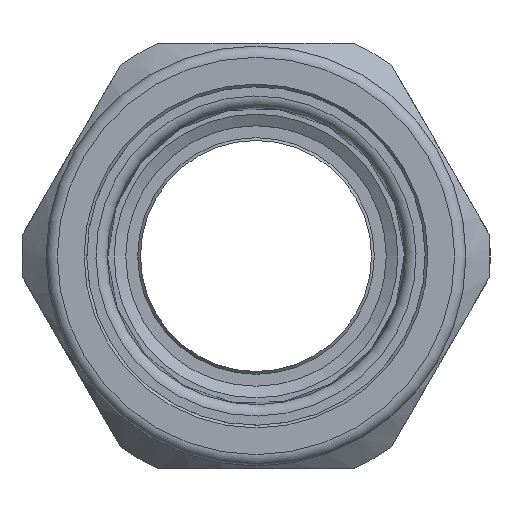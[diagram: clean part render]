
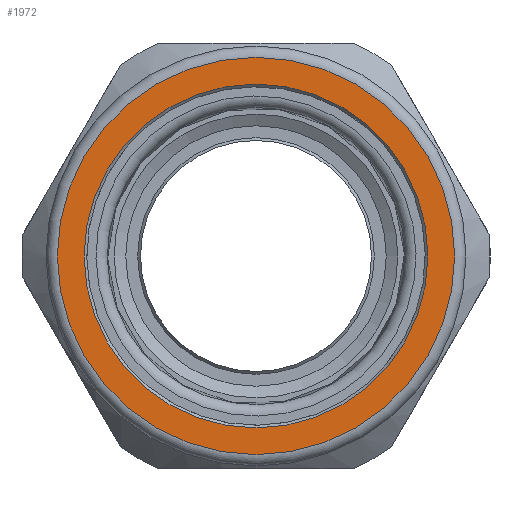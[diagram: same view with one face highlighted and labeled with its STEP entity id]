
A CAD part, left-side view. The second image highlights one B-rep face of the part: STEP entity #1972.
In plain terms, the highlighted planar face has unit normal (-1, 0, 0).
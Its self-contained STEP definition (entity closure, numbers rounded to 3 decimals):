
#61 = PLANE ( 'NONE',  #194 ) ;
#71 = DIRECTION ( 'NONE',  ( 1., 0., 0. ) ) ;
#87 = DIRECTION ( 'NONE',  ( 1., 0., 0. ) ) ;
#132 = EDGE_CURVE ( 'NONE', #379, #379, #570, .T. ) ;
#194 = AXIS2_PLACEMENT_3D ( 'NONE', #2370, #71, #1420 ) ;
#379 = VERTEX_POINT ( 'NONE', #2232 ) ;
#399 = EDGE_CURVE ( 'NONE', #1483, #1483, #497, .T. ) ;
#480 = DIRECTION ( 'NONE',  ( 0., 0., -1. ) ) ;
#497 = CIRCLE ( 'NONE', #1681, 17.5 ) ;
#518 = DIRECTION ( 'NONE',  ( 0., 0., -1. ) ) ;
#570 = CIRCLE ( 'NONE', #2138, 15.15 ) ;
#698 = CARTESIAN_POINT ( 'NONE',  ( -40.75, 0., 0. ) ) ;
#719 = FACE_OUTER_BOUND ( 'NONE', #2069, .T. ) ;
#1050 = CARTESIAN_POINT ( 'NONE',  ( -40.75, 0., -17.5 ) ) ;
#1337 = FACE_BOUND ( 'NONE', #1345, .T. ) ;
#1343 = ORIENTED_EDGE ( 'NONE', *, *, #399, .T. ) ;
#1345 = EDGE_LOOP ( 'NONE', ( #1579 ) ) ;
#1420 = DIRECTION ( 'NONE',  ( 0., 0., -1. ) ) ;
#1483 = VERTEX_POINT ( 'NONE', #1050 ) ;
#1579 = ORIENTED_EDGE ( 'NONE', *, *, #132, .T. ) ;
#1681 = AXIS2_PLACEMENT_3D ( 'NONE', #698, #1834, #518 ) ;
#1834 = DIRECTION ( 'NONE',  ( -1., 0., 0. ) ) ;
#1972 = ADVANCED_FACE ( 'NONE', ( #1337, #719 ), #61, .F. ) ;
#2019 = CARTESIAN_POINT ( 'NONE',  ( -40.75, 0., 0. ) ) ;
#2069 = EDGE_LOOP ( 'NONE', ( #1343 ) ) ;
#2138 = AXIS2_PLACEMENT_3D ( 'NONE', #2019, #87, #480 ) ;
#2232 = CARTESIAN_POINT ( 'NONE',  ( -40.75, 0., -15.15 ) ) ;
#2370 = CARTESIAN_POINT ( 'NONE',  ( -40.75, 0., 0. ) ) ;
